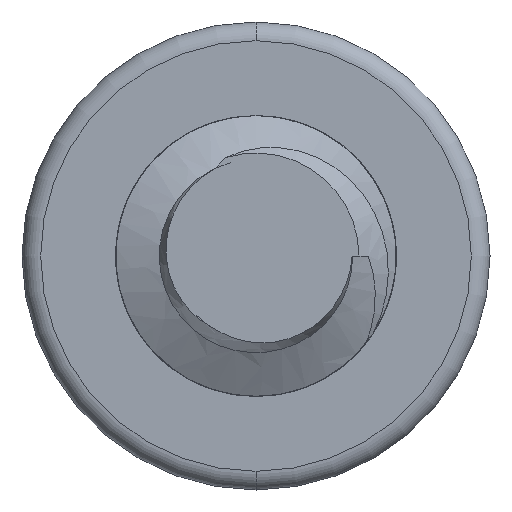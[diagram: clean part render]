
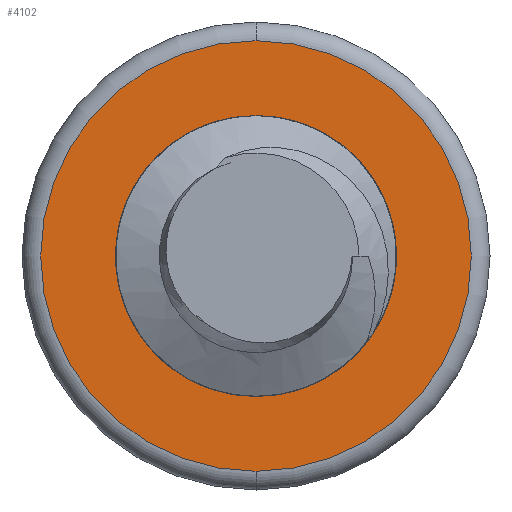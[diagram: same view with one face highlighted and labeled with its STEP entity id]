
A CAD part, front view. The second image highlights one B-rep face of the part: STEP entity #4102.
In plain terms, the highlighted planar face has unit normal (0, -1, 0).
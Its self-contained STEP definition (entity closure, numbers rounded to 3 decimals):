
#1628=CARTESIAN_POINT('',(0.,8.,0.));
#1629=DIRECTION('',(0.,1.,0.));
#1630=DIRECTION('',(0.,0.,-1.));
#1631=AXIS2_PLACEMENT_3D('',#1628,#1629,#1630);
#1636=CARTESIAN_POINT('',(0.,8.,0.));
#1637=DIRECTION('',(0.,-1.,0.));
#1638=DIRECTION('',(0.,0.,-1.));
#1639=AXIS2_PLACEMENT_3D('',#1636,#1637,#1638);
#1644=CARTESIAN_POINT('',(0.,8.,0.));
#1645=DIRECTION('',(0.,-1.,0.));
#1646=DIRECTION('',(0.,0.,-1.));
#1647=AXIS2_PLACEMENT_3D('',#1644,#1645,#1646);
#1668=CARTESIAN_POINT('',(0.,8.,0.));
#1669=DIRECTION('',(0.,1.,0.));
#1670=DIRECTION('',(0.,0.,-1.));
#1671=AXIS2_PLACEMENT_3D('',#1668,#1669,#1670);
#2198=CARTESIAN_POINT('',(0.,8.,-2.3));
#2200=VERTEX_POINT('',#2198);
#2202=CARTESIAN_POINT('',(0.,8.,2.3));
#2204=VERTEX_POINT('',#2202);
#2206=CARTESIAN_POINT('',(0.,8.,-1.5));
#2207=CARTESIAN_POINT('',(0.,8.,1.5));
#2208=VERTEX_POINT('',#2206);
#2209=VERTEX_POINT('',#2207);
#4087=CARTESIAN_POINT('',(0.,8.,0.));
#4088=DIRECTION('',(0.,-1.,0.));
#4089=DIRECTION('',(0.,0.,1.));
#4090=AXIS2_PLACEMENT_3D('',#4087,#4088,#4089);
#4091=PLANE('',#4090);
#4093=ORIENTED_EDGE('',*,*,#4092,.F.);
#4095=ORIENTED_EDGE('',*,*,#4094,.T.);
#4096=EDGE_LOOP('',(#4093,#4095));
#4097=FACE_OUTER_BOUND('',#4096,.F.);
#4098=ORIENTED_EDGE('',*,*,#3307,.F.);
#4099=ORIENTED_EDGE('',*,*,#3241,.T.);
#4100=EDGE_LOOP('',(#4098,#4099));
#4101=FACE_BOUND('',#4100,.F.);
#1632=CIRCLE('',#1631,1.5);
#1640=CIRCLE('',#1639,1.5);
#1648=CIRCLE('',#1647,2.3);
#1672=CIRCLE('',#1671,2.3);
#3241=EDGE_CURVE('',#2208,#2209,#1640,.T.);
#3307=EDGE_CURVE('',#2208,#2209,#1632,.T.);
#4092=EDGE_CURVE('',#2200,#2204,#1648,.T.);
#4094=EDGE_CURVE('',#2200,#2204,#1672,.T.);
#4102=ADVANCED_FACE('',(#4097,#4101),#4091,.T.);
